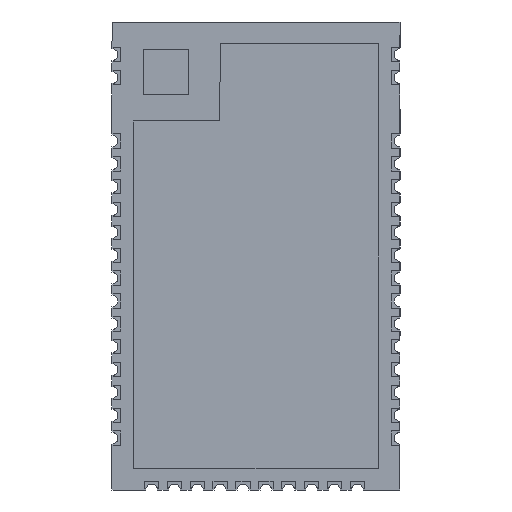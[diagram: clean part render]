
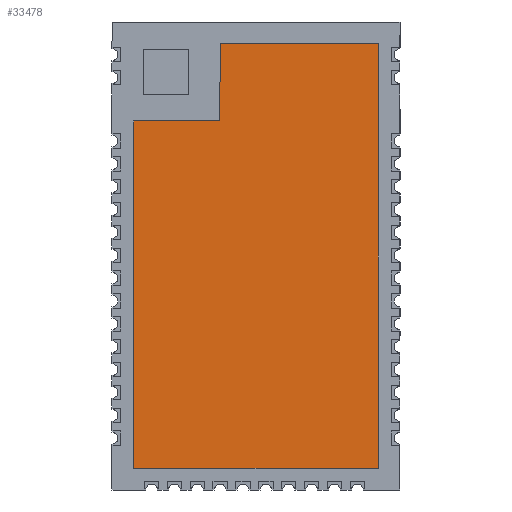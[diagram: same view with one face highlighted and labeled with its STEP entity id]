
A CAD part, front view. The second image highlights one B-rep face of the part: STEP entity #33478.
In plain terms, the highlighted planar face has unit normal (0, -1, 0).
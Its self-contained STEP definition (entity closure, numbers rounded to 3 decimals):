
#117 = DIRECTION ( 'NONE',  ( 0., -1., 0. ) ) ;
#188 = VERTEX_POINT ( 'NONE', #35115 ) ;
#379 = ORIENTED_EDGE ( 'NONE', *, *, #39223, .T. ) ;
#1131 = DIRECTION ( 'NONE',  ( 1., 0., 0. ) ) ;
#2918 = LINE ( 'NONE', #35570, #34091 ) ;
#3258 = CARTESIAN_POINT ( 'NONE',  ( 0., -1.4, 0. ) ) ;
#4089 = VERTEX_POINT ( 'NONE', #9169 ) ;
#4107 = DIRECTION ( 'NONE',  ( 0., 0., -1. ) ) ;
#5284 = EDGE_CURVE ( 'NONE', #33065, #188, #36777, .T. ) ;
#5819 = ORIENTED_EDGE ( 'NONE', *, *, #6076, .T. ) ;
#5941 = ORIENTED_EDGE ( 'NONE', *, *, #11331, .T. ) ;
#6076 = EDGE_CURVE ( 'NONE', #4089, #32989, #40331, .T. ) ;
#9169 = CARTESIAN_POINT ( 'NONE',  ( 6.8, -1.4, -11.8 ) ) ;
#9526 = ORIENTED_EDGE ( 'NONE', *, *, #5284, .T. ) ;
#9748 = LINE ( 'NONE', #19520, #23802 ) ;
#9989 = EDGE_CURVE ( 'NONE', #13539, #4089, #17261, .T. ) ;
#10194 = DIRECTION ( 'NONE',  ( -1., 0., 0. ) ) ;
#11331 = EDGE_CURVE ( 'NONE', #188, #31540, #9748, .T. ) ;
#12704 = CARTESIAN_POINT ( 'NONE',  ( -6.8, -1.4, -11.8 ) ) ;
#13250 = CARTESIAN_POINT ( 'NONE',  ( -6.8, -1.4, -11.8 ) ) ;
#13539 = VERTEX_POINT ( 'NONE', #12704 ) ;
#14344 = CARTESIAN_POINT ( 'NONE',  ( -2., -1.4, 11.8 ) ) ;
#14765 = VECTOR ( 'NONE', #1131, 1000. ) ;
#17085 = FACE_OUTER_BOUND ( 'NONE', #28833, .T. ) ;
#17261 = LINE ( 'NONE', #13250, #14765 ) ;
#18263 = DIRECTION ( 'NONE',  ( 0., 0., 1. ) ) ;
#19360 = CARTESIAN_POINT ( 'NONE',  ( -6.8, -1.4, 7.5 ) ) ;
#19520 = CARTESIAN_POINT ( 'NONE',  ( -2., -1.4, 7.5 ) ) ;
#19975 = CARTESIAN_POINT ( 'NONE',  ( 6.8, -1.4, 11.8 ) ) ;
#22879 = DIRECTION ( 'NONE',  ( -1., 0., 0. ) ) ;
#23069 = CARTESIAN_POINT ( 'NONE',  ( -6.8, -1.4, 7.5 ) ) ;
#23582 = CARTESIAN_POINT ( 'NONE',  ( -2., -1.4, 11.8 ) ) ;
#23802 = VECTOR ( 'NONE', #22879, 1000. ) ;
#26960 = ORIENTED_EDGE ( 'NONE', *, *, #9989, .T. ) ;
#27909 = EDGE_CURVE ( 'NONE', #31540, #13539, #38642, .T. ) ;
#28698 = VECTOR ( 'NONE', #18263, 1000. ) ;
#28833 = EDGE_LOOP ( 'NONE', ( #5941, #36167, #26960, #5819, #379, #9526 ) ) ;
#28903 = DIRECTION ( 'NONE',  ( 0., 0., -1. ) ) ;
#30007 = DIRECTION ( 'NONE',  ( 0., 0., -1. ) ) ;
#31168 = VECTOR ( 'NONE', #4107, 1000. ) ;
#31540 = VERTEX_POINT ( 'NONE', #23069 ) ;
#32315 = PLANE ( 'NONE',  #40200 ) ;
#32944 = VECTOR ( 'NONE', #28903, 1000. ) ;
#32989 = VERTEX_POINT ( 'NONE', #19975 ) ;
#33065 = VERTEX_POINT ( 'NONE', #23582 ) ;
#33478 = ADVANCED_FACE ( 'NONE', ( #17085 ), #32315, .T. ) ;
#34091 = VECTOR ( 'NONE', #10194, 1000. ) ;
#34315 = CARTESIAN_POINT ( 'NONE',  ( 6.8, -1.4, -11.8 ) ) ;
#35115 = CARTESIAN_POINT ( 'NONE',  ( -2., -1.4, 7.5 ) ) ;
#35570 = CARTESIAN_POINT ( 'NONE',  ( 6.8, -1.4, 11.8 ) ) ;
#36167 = ORIENTED_EDGE ( 'NONE', *, *, #27909, .T. ) ;
#36777 = LINE ( 'NONE', #14344, #31168 ) ;
#38642 = LINE ( 'NONE', #19360, #32944 ) ;
#39223 = EDGE_CURVE ( 'NONE', #32989, #33065, #2918, .T. ) ;
#40200 = AXIS2_PLACEMENT_3D ( 'NONE', #3258, #117, #30007 ) ;
#40331 = LINE ( 'NONE', #34315, #28698 ) ;
